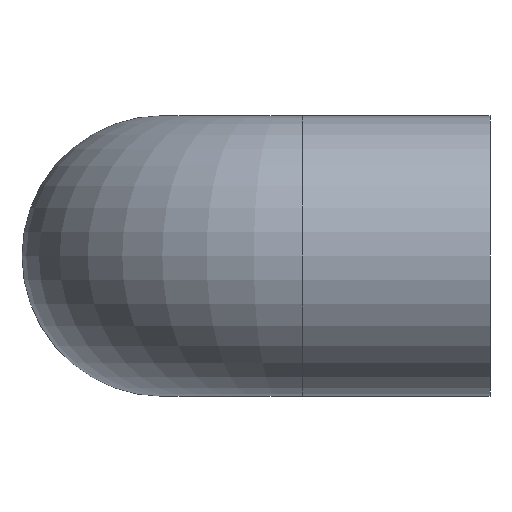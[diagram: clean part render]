
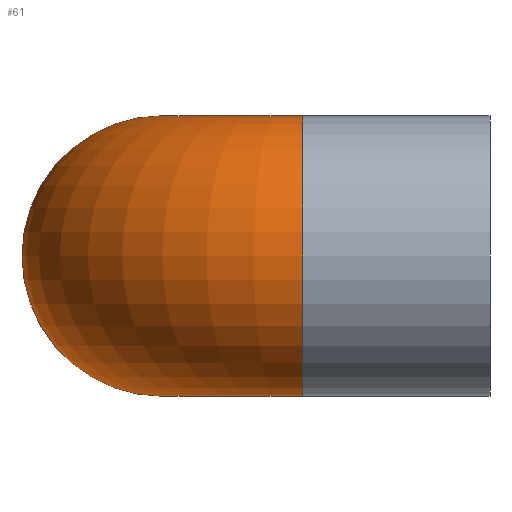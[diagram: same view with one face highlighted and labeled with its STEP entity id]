
A CAD part, left-side view. The second image highlights one B-rep face of the part: STEP entity #61.
In plain terms, the highlighted toroidal (fillet/blend) face has major radius 125 mm and minor radius 125 mm.
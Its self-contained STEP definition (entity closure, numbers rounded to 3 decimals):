
#4 = AXIS2_PLACEMENT_3D ( 'NONE', #242, #401, #482 ) ;
#12 = CIRCLE ( 'NONE', #4, 125. ) ;
#20 = CARTESIAN_POINT ( 'NONE',  ( 125., 292., 125. ) ) ;
#32 = CARTESIAN_POINT ( 'NONE',  ( 125., 292., 0. ) ) ;
#47 = DIRECTION ( 'NONE',  ( 0., 0., 1. ) ) ;
#53 = DIRECTION ( 'NONE',  ( 0., 0., 1. ) ) ;
#55 = DIRECTION ( 'NONE',  ( 1., 0., 0. ) ) ;
#57 = CARTESIAN_POINT ( 'NONE',  ( 125., 292., 0. ) ) ;
#61 = ADVANCED_FACE ( 'NONE', ( #84 ), #366, .T. ) ;
#73 = DIRECTION ( 'NONE',  ( -1., 0., 0. ) ) ;
#74 = DIRECTION ( 'NONE',  ( 0., 0., -1. ) ) ;
#77 = CARTESIAN_POINT ( 'NONE',  ( 125., 167., 0. ) ) ;
#84 = FACE_OUTER_BOUND ( 'NONE', #320, .T. ) ;
#89 = EDGE_CURVE ( 'NONE', #166, #152, #348, .T. ) ;
#97 = AXIS2_PLACEMENT_3D ( 'NONE', #77, #74, #73 ) ;
#112 = AXIS2_PLACEMENT_3D ( 'NONE', #32, #231, #395 ) ;
#113 = CIRCLE ( 'NONE', #112, 125. ) ;
#131 = CARTESIAN_POINT ( 'NONE',  ( 0., 167., 0. ) ) ;
#132 = AXIS2_PLACEMENT_3D ( 'NONE', #131, #327, #438 ) ;
#142 = ORIENTED_EDGE ( 'NONE', *, *, #399, .F. ) ;
#144 = ORIENTED_EDGE ( 'NONE', *, *, #486, .T. ) ;
#145 = CIRCLE ( 'NONE', #132, 125. ) ;
#152 = VERTEX_POINT ( 'NONE', #20 ) ;
#164 = CARTESIAN_POINT ( 'NONE',  ( 0., 167., 0. ) ) ;
#166 = VERTEX_POINT ( 'NONE', #265 ) ;
#191 = EDGE_CURVE ( 'NONE', #152, #322, #297, .T. ) ;
#206 = DIRECTION ( 'NONE',  ( 1., 0., 0. ) ) ;
#218 = CARTESIAN_POINT ( 'NONE',  ( 0., 167., -125. ) ) ;
#231 = DIRECTION ( 'NONE',  ( 1., 0., 0. ) ) ;
#232 = ORIENTED_EDGE ( 'NONE', *, *, #249, .T. ) ;
#236 = ORIENTED_EDGE ( 'NONE', *, *, #386, .T. ) ;
#238 = ORIENTED_EDGE ( 'NONE', *, *, #191, .F. ) ;
#240 = ORIENTED_EDGE ( 'NONE', *, *, #89, .F. ) ;
#242 = CARTESIAN_POINT ( 'NONE',  ( 0., 167., 0. ) ) ;
#249 = EDGE_CURVE ( 'NONE', #316, #351, #256, .T. ) ;
#252 = CARTESIAN_POINT ( 'NONE',  ( 125., 292., 0. ) ) ;
#254 = AXIS2_PLACEMENT_3D ( 'NONE', #164, #356, #452 ) ;
#256 = CIRCLE ( 'NONE', #254, 125. ) ;
#265 = CARTESIAN_POINT ( 'NONE',  ( 125., 292., -125. ) ) ;
#289 = AXIS2_PLACEMENT_3D ( 'NONE', #252, #206, #47 ) ;
#297 = CIRCLE ( 'NONE', #289, 125. ) ;
#316 = VERTEX_POINT ( 'NONE', #218 ) ;
#320 = EDGE_LOOP ( 'NONE', ( #142, #144, #232, #236, #238, #240 ) ) ;
#322 = VERTEX_POINT ( 'NONE', #456 ) ;
#327 = DIRECTION ( 'NONE',  ( 0., 1., 0. ) ) ;
#343 = AXIS2_PLACEMENT_3D ( 'NONE', #57, #55, #53 ) ;
#348 = CIRCLE ( 'NONE', #343, 125. ) ;
#351 = VERTEX_POINT ( 'NONE', #362 ) ;
#356 = DIRECTION ( 'NONE',  ( 0., 1., 0. ) ) ;
#362 = CARTESIAN_POINT ( 'NONE',  ( 0., 167., 125. ) ) ;
#366 = TOROIDAL_SURFACE ( 'NONE', #97, 125., 125. ) ;
#386 = EDGE_CURVE ( 'NONE', #351, #322, #145, .T. ) ;
#395 = DIRECTION ( 'NONE',  ( 0., 0., 1. ) ) ;
#399 = EDGE_CURVE ( 'NONE', #322, #166, #113, .T. ) ;
#401 = DIRECTION ( 'NONE',  ( 0., 1., 0. ) ) ;
#438 = DIRECTION ( 'NONE',  ( 0., 0., 1. ) ) ;
#452 = DIRECTION ( 'NONE',  ( 0., 0., 1. ) ) ;
#456 = CARTESIAN_POINT ( 'NONE',  ( 125., 167., 0. ) ) ;
#482 = DIRECTION ( 'NONE',  ( 0., 0., 1. ) ) ;
#486 = EDGE_CURVE ( 'NONE', #322, #316, #12, .T. ) ;
